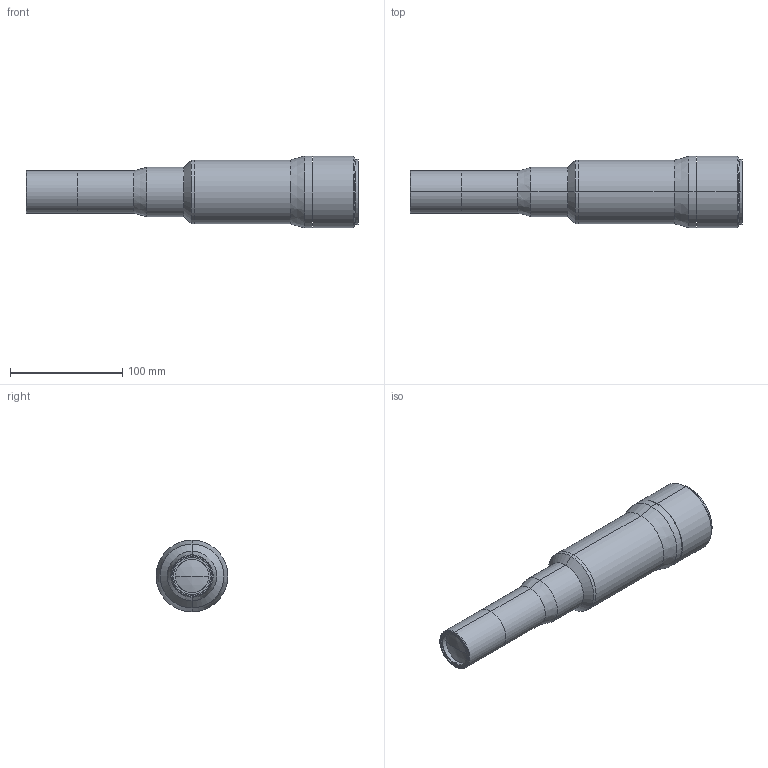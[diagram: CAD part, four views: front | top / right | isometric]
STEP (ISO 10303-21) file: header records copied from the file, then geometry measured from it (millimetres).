
FILE_DESCRIPTION (( 'STEP AP203' ), '1' );
FILE_NAME ('TC16M018-K.step', '2018-11-27T16:00:25', ( '' ), ( '' ), 'SwSTEP 2.0', 'SolidWorks 2018', '' );
FILE_SCHEMA (( 'CONFIG_CONTROL_DESIGN' ));
Length unit declared in the file: millimetre
Products named in the file (1): TC16M018-K
Bounding box: 296.12 x 64 x 64 mm (x, y, z)
Surface area: 62399.4 mm2 (no closed solid volume)
Topology: 0 solids, 7 shells, 57 faces, 134 edges, 87 vertices
Faces by surface type: cylinder 26, plane 17, cone 12, sphere 2
Entity records: 1725 total; most frequent: DIRECTION 330, CARTESIAN_POINT 279, ORIENTED_EDGE 236, AXIS2_PLACEMENT_3D 138, EDGE_CURVE 134, VERTEX_POINT 87, CIRCLE 80, EDGE_LOOP 66
